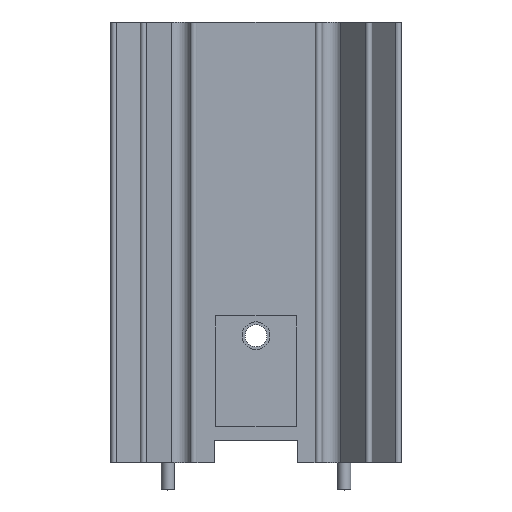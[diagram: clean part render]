
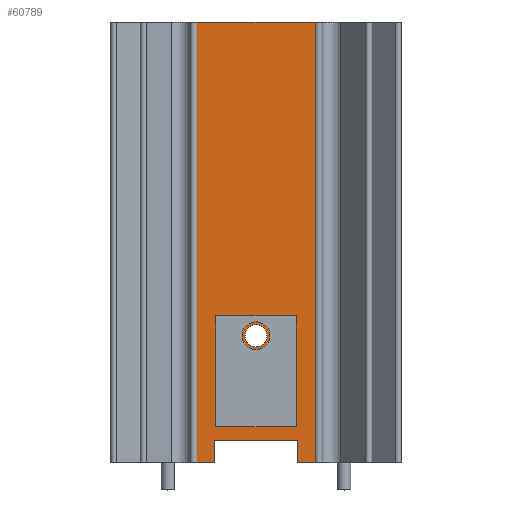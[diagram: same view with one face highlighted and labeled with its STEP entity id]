
A CAD part, top view. The second image highlights one B-rep face of the part: STEP entity #60789.
In plain terms, the highlighted planar face has unit normal (0, 0, 1).
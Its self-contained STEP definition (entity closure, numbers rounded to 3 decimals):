
#156=PLANE('',#62551);
#312=CIRCLE('',#62460,1.585);
#313=CIRCLE('',#62462,1.585);
#1302=LINE('',#131008,#1716);
#1304=LINE('',#131012,#1718);
#1365=LINE('',#131191,#1779);
#1370=LINE('',#131201,#1784);
#1373=LINE('',#131207,#1787);
#1374=LINE('',#131209,#1788);
#1375=LINE('',#131210,#1789);
#1376=LINE('',#131211,#1790);
#1716=VECTOR('',#64329,1000.);
#1718=VECTOR('',#64333,1000.);
#1779=VECTOR('',#64508,1000.);
#1784=VECTOR('',#64515,1000.);
#1787=VECTOR('',#64520,1000.);
#1788=VECTOR('',#64521,1000.);
#1789=VECTOR('',#64522,1000.);
#1790=VECTOR('',#64523,1000.);
#13283=ORIENTED_EDGE('',*,*,#21706,.F.);
#13284=ORIENTED_EDGE('',*,*,#21707,.F.);
#13285=ORIENTED_EDGE('',*,*,#21848,.T.);
#13286=ORIENTED_EDGE('',*,*,#21849,.F.);
#13287=ORIENTED_EDGE('',*,*,#21749,.T.);
#13288=ORIENTED_EDGE('',*,*,#21850,.T.);
#13289=ORIENTED_EDGE('',*,*,#21751,.F.);
#13290=ORIENTED_EDGE('',*,*,#21840,.F.);
#13291=ORIENTED_EDGE('',*,*,#21851,.T.);
#13292=ORIENTED_EDGE('',*,*,#21845,.T.);
#21706=EDGE_CURVE('',#26051,#26048,#312,.T.);
#21707=EDGE_CURVE('',#26048,#26051,#313,.T.);
#21749=EDGE_CURVE('',#26079,#26078,#1302,.T.);
#21751=EDGE_CURVE('',#26080,#26081,#1304,.T.);
#21840=EDGE_CURVE('',#26141,#26080,#1365,.T.);
#21845=EDGE_CURVE('',#26145,#26143,#1370,.T.);
#21848=EDGE_CURVE('',#26143,#26147,#1373,.T.);
#21849=EDGE_CURVE('',#26079,#26147,#1374,.T.);
#21850=EDGE_CURVE('',#26078,#26081,#1375,.T.);
#21851=EDGE_CURVE('',#26141,#26145,#1376,.T.);
#26048=VERTEX_POINT('',#130917);
#26051=VERTEX_POINT('',#130922);
#26078=VERTEX_POINT('',#131007);
#26079=VERTEX_POINT('',#131009);
#26080=VERTEX_POINT('',#131013);
#26081=VERTEX_POINT('',#131014);
#26141=VERTEX_POINT('',#131192);
#26143=VERTEX_POINT('',#131199);
#26145=VERTEX_POINT('',#131202);
#26147=VERTEX_POINT('',#131208);
#31457=EDGE_LOOP('',(#13283,#13284));
#31458=EDGE_LOOP('',(#13285,#13286,#13287,#13288,#13289,#13290,#13291,#13292));
#34501=FACE_BOUND('',#31457,.T.);
#34502=FACE_BOUND('',#31458,.T.);
#60789=ADVANCED_FACE('',(#34501,#34502),#156,.F.);
#62460=AXIS2_PLACEMENT_3D('',#130923,#64239,#64240);
#62462=AXIS2_PLACEMENT_3D('',#130925,#64243,#64244);
#62551=AXIS2_PLACEMENT_3D('',#131206,#64518,#64519);
#64239=DIRECTION('',(0.,0.,1.));
#64240=DIRECTION('',(1.,0.,0.));
#64243=DIRECTION('',(0.,0.,1.));
#64244=DIRECTION('',(-1.,0.,0.));
#64329=DIRECTION('',(0.,1.,0.));
#64333=DIRECTION('',(0.,1.,0.));
#64508=DIRECTION('',(-1.,0.,0.));
#64515=DIRECTION('',(1.,0.,0.));
#64518=DIRECTION('',(0.,0.,-1.));
#64519=DIRECTION('',(0.,-1.,0.));
#64520=DIRECTION('',(0.,-1.,0.));
#64521=DIRECTION('',(-1.,0.,0.));
#64522=DIRECTION('',(-1.,0.,0.));
#64523=DIRECTION('',(0.,1.,0.));
#130917=CARTESIAN_POINT('',(-1.585,18.29,0.785));
#130922=CARTESIAN_POINT('',(1.585,18.29,0.785));
#130923=CARTESIAN_POINT('',(0.,18.29,0.785));
#130925=CARTESIAN_POINT('',(0.,18.29,0.785));
#131007=CARTESIAN_POINT('',(8.51,63.5,0.785));
#131008=CARTESIAN_POINT('',(8.51,0.,0.785));
#131009=CARTESIAN_POINT('',(8.51,0.,0.785));
#131012=CARTESIAN_POINT('',(-8.51,0.,0.785));
#131013=CARTESIAN_POINT('',(-8.51,0.,0.785));
#131014=CARTESIAN_POINT('',(-8.51,63.5,0.785));
#131191=CARTESIAN_POINT('',(-6.01,0.,0.785));
#131192=CARTESIAN_POINT('',(-6.01,0.,0.785));
#131199=CARTESIAN_POINT('',(6.01,3.18,0.785));
#131201=CARTESIAN_POINT('',(-6.01,3.18,0.785));
#131202=CARTESIAN_POINT('',(-6.01,3.18,0.785));
#131206=CARTESIAN_POINT('',(0.,0.,0.785));
#131207=CARTESIAN_POINT('',(6.01,3.18,0.785));
#131208=CARTESIAN_POINT('',(6.01,0.,0.785));
#131209=CARTESIAN_POINT('',(8.51,0.,0.785));
#131210=CARTESIAN_POINT('',(8.51,63.5,0.785));
#131211=CARTESIAN_POINT('',(-6.01,0.,0.785));
